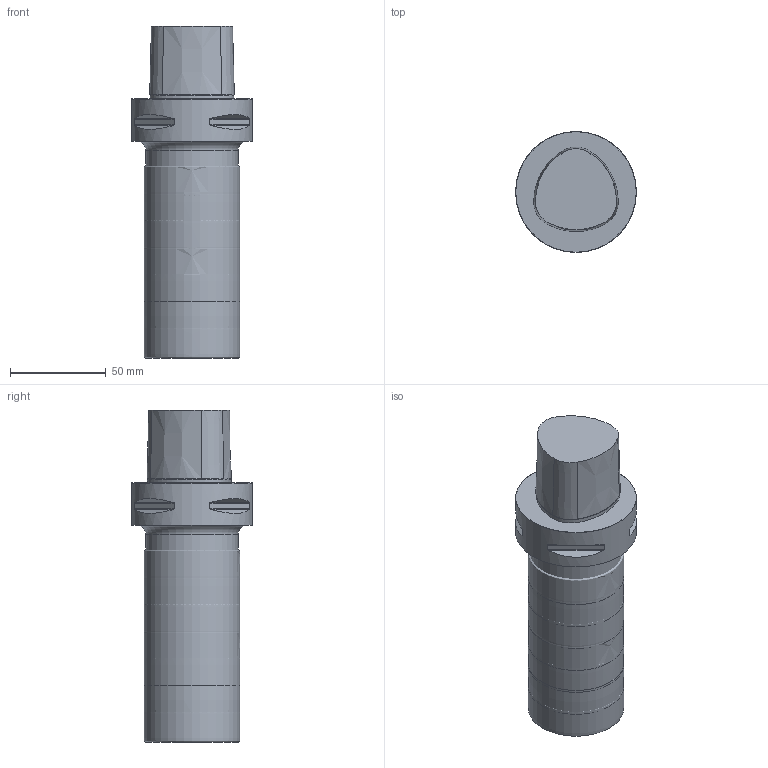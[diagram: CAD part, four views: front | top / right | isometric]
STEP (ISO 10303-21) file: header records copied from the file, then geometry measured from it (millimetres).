
FILE_DESCRIPTION(/* description */ (''),/* implementation_level */ '2;1');
FILE_NAME(/* name */ 'C6-R217.69-050-098-XO16.4A_Basic.stp',/* time_stamp */ '2021-04-27T17:37:16+05:00',/* author */ (''),/* organization */ (''),/* preprocessor_version */ 'ST-DEVELOPER v16.7',/* originating_system */ 'SIEMENS PLM Software NX 12.0',/* authorisation */ '');
FILE_SCHEMA (('AUTOMOTIVE_DESIGN { 1 0 10303 214 3 1 1 1 }'));
Length unit declared in the file: millimetre
Products named in the file (4): CUT; NOCUT; ASSEMBLY_CONSTRUCTION; inpu3A8479D65jwn
Assembly tree (3 placements, depth 2):
  inpu3A8479D65jwn
    ASSEMBLY_CONSTRUCTION
    NOCUT
    CUT
Bounding box: 63 x 63 x 173 mm (x, y, z)
Volume: 471064.5 mm3; surface area: 77617.9 mm2
Topology: 8 solids, 8 shells, 84 faces, 213 edges, 184 vertices
Faces by surface type: cone 27, plane 17, torus 17, cylinder 10, revolution 8, bspline 5
Full cylindrical faces by diameter (mm): 48.022 x1, 63 x1
Entity records: 5544 total; most frequent: CARTESIAN_POINT 3289, DIRECTION 396, ORIENTED_EDGE 268, AXIS2_PLACEMENT_3D 176, EDGE_CURVE 134, EDGE_LOOP 123, VERTEX_POINT 109, STYLED_ITEM 106
